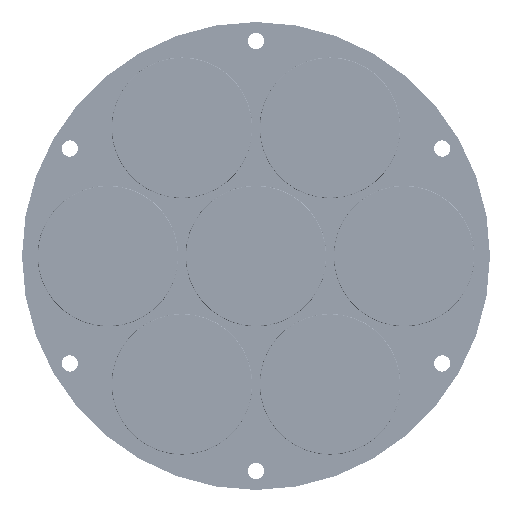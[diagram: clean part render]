
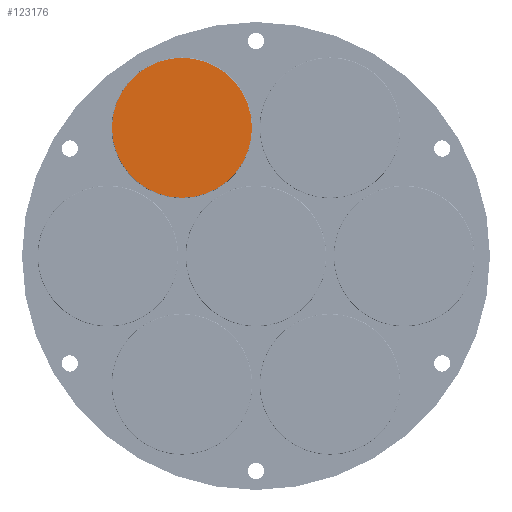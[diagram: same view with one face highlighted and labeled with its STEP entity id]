
A CAD part, left-side view. The second image highlights one B-rep face of the part: STEP entity #123176.
In plain terms, the highlighted planar face has unit normal (-1, 0, 0).
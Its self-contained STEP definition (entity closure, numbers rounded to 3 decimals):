
#4363 = DIRECTION ( 'NONE',  ( -1., 0., 0. ) ) ;
#10030 = ORIENTED_EDGE ( 'NONE', *, *, #38913, .T. ) ;
#15476 = DIRECTION ( 'NONE',  ( -1., 0., 0. ) ) ;
#19660 = FACE_OUTER_BOUND ( 'NONE', #48986, .T. ) ;
#26163 = EDGE_CURVE ( 'NONE', #119597, #87554, #104198, .T. ) ;
#34603 = CARTESIAN_POINT ( 'NONE',  ( -591.5, 155., 414.968 ) ) ;
#38913 = EDGE_CURVE ( 'NONE', #87554, #119597, #44645, .T. ) ;
#39472 = AXIS2_PLACEMENT_3D ( 'NONE', #77450, #15476, #87789 ) ;
#41382 = DIRECTION ( 'NONE',  ( 1., 0., 0. ) ) ;
#44645 = CIRCLE ( 'NONE', #102731, 146.5 ) ;
#48986 = EDGE_LOOP ( 'NONE', ( #109097, #10030 ) ) ;
#66336 = CARTESIAN_POINT ( 'NONE',  ( -591.5, 155., 268.468 ) ) ;
#76734 = DIRECTION ( 'NONE',  ( 0., 0., 1. ) ) ;
#77450 = CARTESIAN_POINT ( 'NONE',  ( -591.5, 155., 268.468 ) ) ;
#87554 = VERTEX_POINT ( 'NONE', #115242 ) ;
#87789 = DIRECTION ( 'NONE',  ( 0., 0., 1. ) ) ;
#92399 = PLANE ( 'NONE',  #128985 ) ;
#102731 = AXIS2_PLACEMENT_3D ( 'NONE', #66336, #4363, #76734 ) ;
#103197 = CARTESIAN_POINT ( 'NONE',  ( -591.5, 155., 268.468 ) ) ;
#104198 = CIRCLE ( 'NONE', #39472, 146.5 ) ;
#109097 = ORIENTED_EDGE ( 'NONE', *, *, #26163, .T. ) ;
#113573 = DIRECTION ( 'NONE',  ( 0., 0., -1. ) ) ;
#115242 = CARTESIAN_POINT ( 'NONE',  ( -591.5, 155., 121.968 ) ) ;
#119597 = VERTEX_POINT ( 'NONE', #34603 ) ;
#123176 = ADVANCED_FACE ( 'NONE', ( #19660 ), #92399, .F. ) ;
#128985 = AXIS2_PLACEMENT_3D ( 'NONE', #103197, #41382, #113573 ) ;
